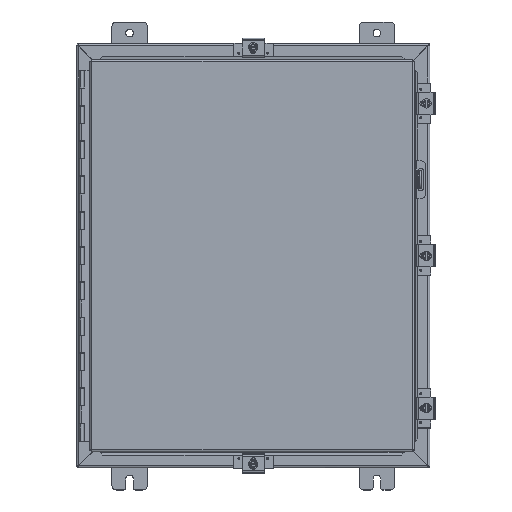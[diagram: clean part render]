
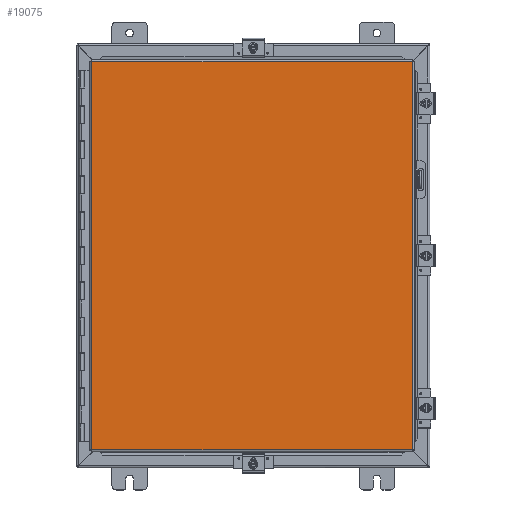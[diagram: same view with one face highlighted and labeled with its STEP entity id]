
A CAD part, top view. The second image highlights one B-rep face of the part: STEP entity #19075.
In plain terms, the highlighted face is planar.
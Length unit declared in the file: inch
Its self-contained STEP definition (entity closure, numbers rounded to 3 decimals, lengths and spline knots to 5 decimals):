
#434 = VECTOR ( 'NONE', #32033, 39.37008 ) ;
#562 = FACE_OUTER_BOUND ( 'NONE', #27233, .T. ) ;
#649 = CARTESIAN_POINT ( 'NONE',  ( 9.08225, -10.9885, 0. ) ) ;
#935 = ORIENTED_EDGE ( 'NONE', *, *, #36106, .T. ) ;
#1300 = EDGE_CURVE ( 'NONE', #18652, #19028, #4579, .T. ) ;
#2525 = AXIS2_PLACEMENT_3D ( 'NONE', #13165, #13067, #13028 ) ;
#2745 = ORIENTED_EDGE ( 'NONE', *, *, #1300, .T. ) ;
#4579 = LINE ( 'NONE', #13699, #6747 ) ;
#6747 = VECTOR ( 'NONE', #13644, 39.37008 ) ;
#9248 = LINE ( 'NONE', #15842, #30762 ) ;
#11191 = ORIENTED_EDGE ( 'NONE', *, *, #37238, .T. ) ;
#13028 = DIRECTION ( 'NONE',  ( 1., 0., 0. ) ) ;
#13067 = DIRECTION ( 'NONE',  ( 0., 0., 1. ) ) ;
#13165 = CARTESIAN_POINT ( 'NONE',  ( 0., 0., 0. ) ) ;
#13644 = DIRECTION ( 'NONE',  ( 1., 0., 0. ) ) ;
#13699 = CARTESIAN_POINT ( 'NONE',  ( -9.08225, 10.9885, 0. ) ) ;
#14050 = PLANE ( 'NONE',  #2525 ) ;
#15556 = CARTESIAN_POINT ( 'NONE',  ( 9.08225, 10.9885, 0. ) ) ;
#15842 = CARTESIAN_POINT ( 'NONE',  ( 9.08225, 10.9885, 0. ) ) ;
#15847 = DIRECTION ( 'NONE',  ( 0., -1., 0. ) ) ;
#18652 = VERTEX_POINT ( 'NONE', #32650 ) ;
#18825 = EDGE_CURVE ( 'NONE', #35577, #23038, #33178, .T. ) ;
#19028 = VERTEX_POINT ( 'NONE', #15556 ) ;
#19075 = ADVANCED_FACE ( 'NONE', ( #562 ), #14050, .F. ) ;
#23038 = VERTEX_POINT ( 'NONE', #26052 ) ;
#23569 = DIRECTION ( 'NONE',  ( -1., 0., 0. ) ) ;
#23617 = CARTESIAN_POINT ( 'NONE',  ( 9.08225, -10.9885, 0. ) ) ;
#24507 = VECTOR ( 'NONE', #23569, 39.37008 ) ;
#25843 = LINE ( 'NONE', #32078, #434 ) ;
#26052 = CARTESIAN_POINT ( 'NONE',  ( -9.08225, -10.9885, 0. ) ) ;
#27233 = EDGE_LOOP ( 'NONE', ( #935, #2745, #11191, #38133 ) ) ;
#30762 = VECTOR ( 'NONE', #15847, 39.37008 ) ;
#32033 = DIRECTION ( 'NONE',  ( 0., 1., 0. ) ) ;
#32078 = CARTESIAN_POINT ( 'NONE',  ( -9.08225, -10.9885, 0. ) ) ;
#32650 = CARTESIAN_POINT ( 'NONE',  ( -9.08225, 10.9885, 0. ) ) ;
#33178 = LINE ( 'NONE', #23617, #24507 ) ;
#35577 = VERTEX_POINT ( 'NONE', #649 ) ;
#36106 = EDGE_CURVE ( 'NONE', #23038, #18652, #25843, .T. ) ;
#37238 = EDGE_CURVE ( 'NONE', #19028, #35577, #9248, .T. ) ;
#38133 = ORIENTED_EDGE ( 'NONE', *, *, #18825, .T. ) ;
